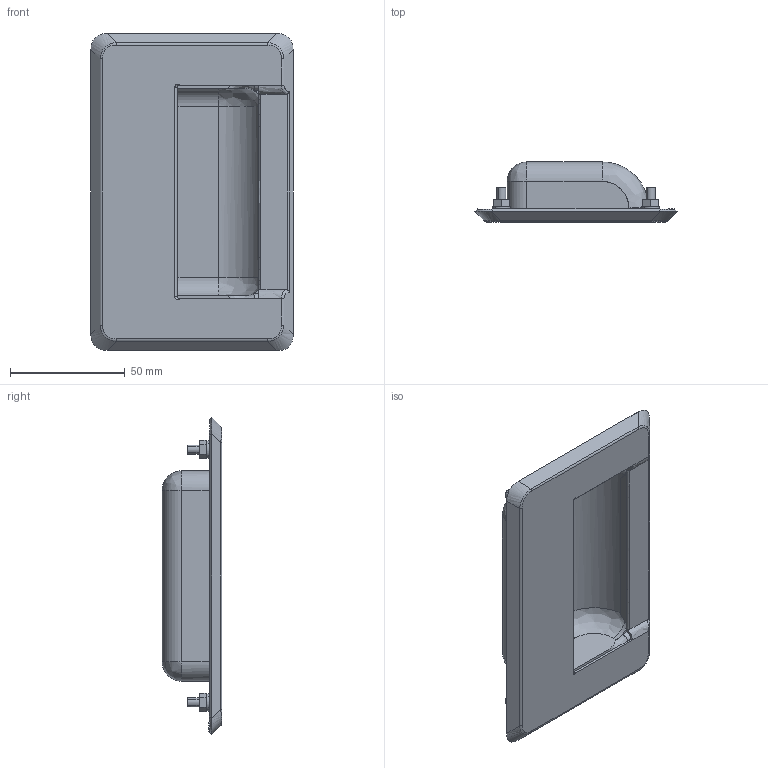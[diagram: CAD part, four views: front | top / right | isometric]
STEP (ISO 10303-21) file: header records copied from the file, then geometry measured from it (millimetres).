
FILE_DESCRIPTION((''),'2;1');
FILE_NAME('','2006-02-22T15:48:45',(''),(''),'','CADfix','');
FILE_SCHEMA(('AUTOMOTIVE_DESIGN'));
Length unit declared in the file: millimetre
Products named in the file (6): washer; bolt; nut; cover; base; THA_317_1_16947_36
Assembly tree (14 placements, depth 2):
  THA_317_1_16947_36
    washer  x4
    bolt  x4
    nut  x4
    cover
    base
Bounding box: 88 x 26 x 138 mm (x, y, z)
Volume: 20202.1 mm3; surface area: 55178.4 mm2
Topology: 14 solids, 14 shells, 499 faces, 1499 edges, 1060 vertices
Faces by surface type: bspline 499
Entity records: 15923 total; most frequent: CARTESIAN_POINT 9224, ORIENTED_EDGE 2178, EDGE_CURVE 1089, VERTEX_POINT 760, B_SPLINE_CURVE_WITH_KNOTS 651, QUASI_UNIFORM_CURVE 417, EDGE_LOOP 415, FACE_OUTER_BOUND 370
